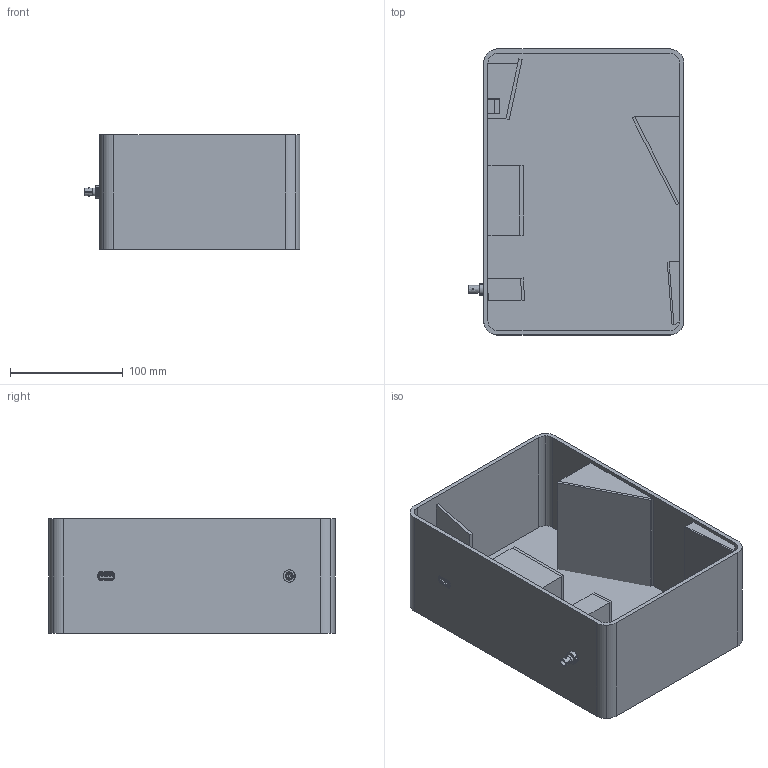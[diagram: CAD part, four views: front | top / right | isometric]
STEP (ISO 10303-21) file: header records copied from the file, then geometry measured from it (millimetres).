
FILE_DESCRIPTION(('STEP AP214'),'1');
FILE_NAME('spectrometer.stp','2015-03-24T22:28:10',('Simon Woodruff'),('Woodruff Scientific Inc'),'Spatial InterOp 3D',' ',' ');
FILE_SCHEMA(('automotive_design'));
Length unit declared in the file: inch
Products named in the file (19): Part_145704; Part_144776; Part_130891; Part_145729; Translate_131117; Part_131595; Translate_131459; Part_145327; Part_320013; 1; USB Series A Receptacle|USB Series A Receptacle Thermoplastic Insulator:1#USB Series A Receptacle Thermoplastic Insulator;Solid1; USB Series A Receptacle|USB Series A Receptacle Contact:1#USB Series A Receptacle Contact;Solid1; USB Series A Receptacle|USB Series A Receptacle Contact:2#USB Series A Receptacle Contact;Solid1; USB Series A Receptacle|USB Series A Receptacle Contact:3#USB Series A Receptacle Contact;Solid1; USB Series A Receptacle|USB Series A Receptacle Contact:4#USB Series A Receptacle Contact;Solid1; Part_320017; Translate_145650; Part_130328; 2
Bounding box: 191.52 x 254 x 101.6 mm (x, y, z)
Volume: 983878.6 mm3; surface area: 389073.5 mm2
Topology: 18 solids, 18 shells, 608 faces, 1753 edges, 1198 vertices
Faces by surface type: plane 343, cylinder 156, bspline 107, sphere 2
Entity records: 26681 total; most frequent: CARTESIAN_POINT 5907, ORIENTED_EDGE 3408, DIRECTION 2808, EDGE_CURVE 1704, LINE 1128, VECTOR 1128, VERTEX_POINT 1104, AXIS2_PLACEMENT_3D 840
